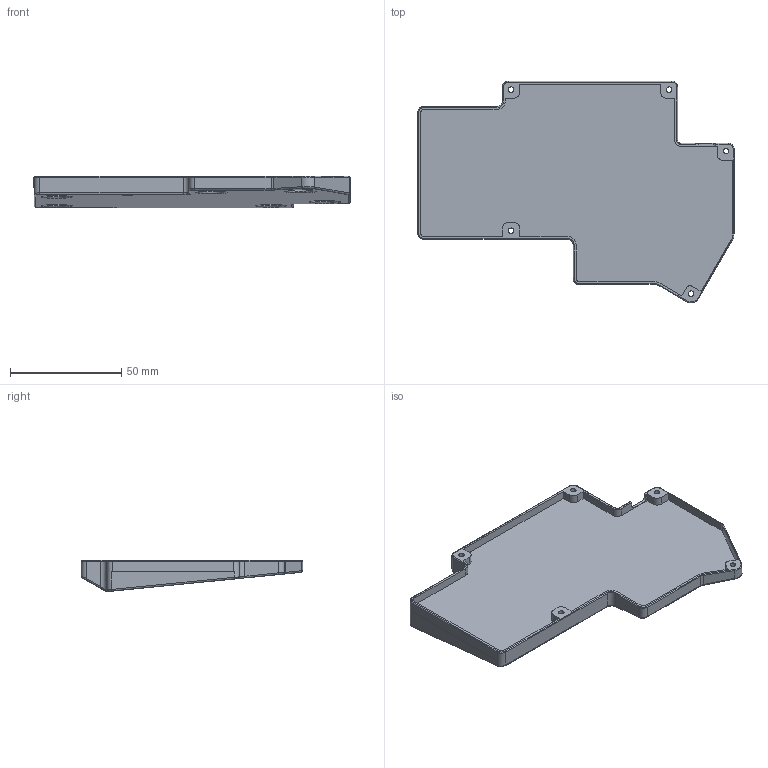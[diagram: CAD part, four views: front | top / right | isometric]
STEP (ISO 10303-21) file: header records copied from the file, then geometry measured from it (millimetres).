
FILE_DESCRIPTION(/* description */ (''),/* implementation_level */ '2;1');
FILE_NAME(/* name */ 'case-rev1-left.step',/* time_stamp */ '2024-06-16T12:31:01-04:00',/* author */ (''),/* organization */ (''),/* preprocessor_version */ 'ST-DEVELOPER v20',/* originating_system */ 'Autodesk Translation Framework v13.14.0.145',/* authorisation */ '');
FILE_SCHEMA (('AUTOMOTIVE_DESIGN { 1 0 10303 214 3 1 1 }'));
Length unit declared in the file: millimetre
Products named in the file (1): case
Bounding box: 142.26 x 99.73 x 14.08 mm (x, y, z)
Volume: 70379.4 mm3; surface area: 27444.1 mm2
Topology: 1 solids, 1 shells, 160 faces, 387 edges, 240 vertices
Faces by surface type: cylinder 71, plane 56, torus 18, bspline 13, sphere 2
Full cylindrical faces by diameter (mm): 2.5 x5, 4.5 x5, 12.7 x6
Entity records: 5278 total; most frequent: CARTESIAN_POINT 1452, DIRECTION 821, ORIENTED_EDGE 774, EDGE_CURVE 387, AXIS2_PLACEMENT_3D 312, VERTEX_POINT 240, LINE 197, VECTOR 197
